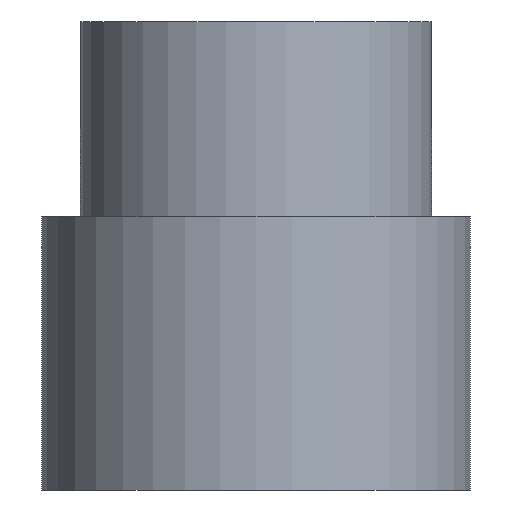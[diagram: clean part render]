
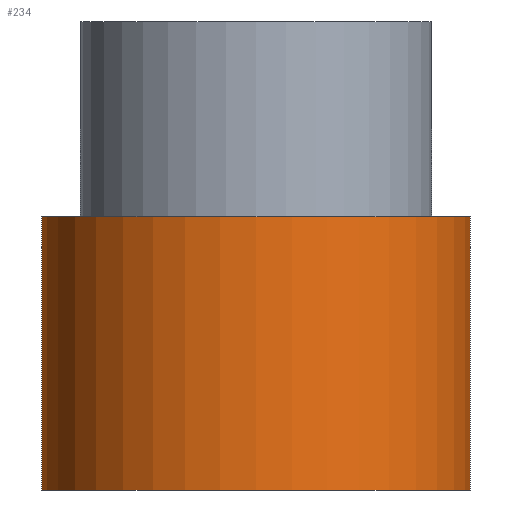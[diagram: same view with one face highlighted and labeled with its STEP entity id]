
A CAD part, front view. The second image highlights one B-rep face of the part: STEP entity #234.
In plain terms, the highlighted cylindrical face has radius 27.5 mm (diameter 55 mm), a partial arc.
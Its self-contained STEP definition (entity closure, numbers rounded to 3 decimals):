
#96=CARTESIAN_POINT('Axis2P3D Location',(0.,0.,0.)) ;
#100=CARTESIAN_POINT('Vertex',(-26.463,7.479,0.)) ;
#102=CARTESIAN_POINT('Vertex',(26.463,7.479,0.)) ;
#204=CARTESIAN_POINT('Axis2P3D Location',(0.,0.,-17.5)) ;
#209=CARTESIAN_POINT('Axis2P3D Location',(0.,0.,-35.)) ;
#213=CARTESIAN_POINT('Vertex',(-26.463,7.479,-35.)) ;
#215=CARTESIAN_POINT('Vertex',(26.463,7.479,-35.)) ;
#218=CARTESIAN_POINT('Line Origine',(26.463,7.479,-17.5)) ;
#223=CARTESIAN_POINT('Line Origine',(-26.463,7.479,-17.5)) ;
#97=DIRECTION('Axis2P3D Direction',(0.,0.,1.)) ;
#205=DIRECTION('Axis2P3D Direction',(0.,0.,1.)) ;
#206=DIRECTION('Axis2P3D XDirection',(-0.962,0.272,0.)) ;
#210=DIRECTION('Axis2P3D Direction',(0.,0.,1.)) ;
#219=DIRECTION('Vector Direction',(0.,0.,1.)) ;
#224=DIRECTION('Vector Direction',(0.,0.,1.)) ;
#98=AXIS2_PLACEMENT_3D('Circle Axis2P3D',#96,#97,$) ;
#207=AXIS2_PLACEMENT_3D('Cylinder Axis2P3D',#204,#205,#206) ;
#211=AXIS2_PLACEMENT_3D('Circle Axis2P3D',#209,#210,$) ;
#229=ORIENTED_EDGE('',*,*,#217,.T.) ;
#230=ORIENTED_EDGE('',*,*,#222,.F.) ;
#231=ORIENTED_EDGE('',*,*,#104,.F.) ;
#232=ORIENTED_EDGE('',*,*,#227,.T.) ;
#220=VECTOR('Line Direction',#219,1.) ;
#225=VECTOR('Line Direction',#224,1.) ;
#234=ADVANCED_FACE('Corps principal',(#233),#208,.T.) ;
#99=CIRCLE('generated circle',#98,27.5) ;
#212=CIRCLE('generated circle',#211,27.5) ;
#208=CYLINDRICAL_SURFACE('generated cylinder',#207,27.5) ;
#104=EDGE_CURVE('',#101,#103,#99,.T.) ;
#217=EDGE_CURVE('',#214,#216,#212,.T.) ;
#222=EDGE_CURVE('',#103,#216,#221,.F.) ;
#227=EDGE_CURVE('',#101,#214,#226,.F.) ;
#228=EDGE_LOOP('',(#229,#230,#231,#232)) ;
#233=FACE_OUTER_BOUND('',#228,.T.) ;
#221=LINE('Line',#218,#220) ;
#226=LINE('Line',#223,#225) ;
#101=VERTEX_POINT('',#100) ;
#103=VERTEX_POINT('',#102) ;
#214=VERTEX_POINT('',#213) ;
#216=VERTEX_POINT('',#215) ;
